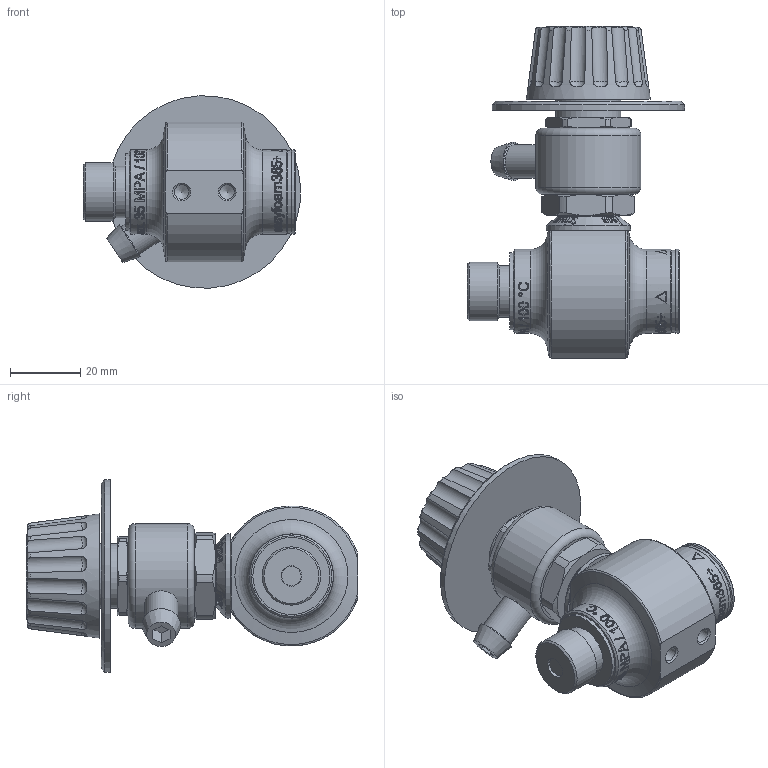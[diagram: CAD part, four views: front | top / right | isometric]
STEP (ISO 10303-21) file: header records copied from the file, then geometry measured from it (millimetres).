
FILE_DESCRIPTION(/* description */ ('Unknown'),/* implementation_level */ '2;1');
FILE_NAME(/* name */ '200160601_Injektor_ST-160_161_3_8_IG-AG_VA',/* time_stamp */ '2019-02-25T14:34:24+01:00',/* author */ ('Unknown'),/* organization */ ('Unknown'),/* preprocessor_version */ 'ST-DEVELOPER v16.7',/* originating_system */ 'DEX',/* authorisation */ $);
FILE_SCHEMA (('AUTOMOTIVE_DESIGN {1 0 10303 214 3 1 1}'));
Products named in the file (24): 21924_200160601_Injektor_ST-160_161_3_8_IG-AG_VA_00239690; 04-3580_4_Gehäuse_ST-160_Injektor; 04-3643_Injektordüse_1,3_ST-168; 04-3517_5_Düsenvorsatz_ST-160_1,7; 02-5100_Ansaugmarkierung-1; 20 0161 500_3_Dosiertülle_ST-161; O-Ring__2_9x1_78_FKM_ETP-75_extreme_00116288; 10350_060001102_Druckfeder_D0_38x5_34x13_9_1.4401_00161627; 04-3598_2_Gehäuse_ST-161; Rückschlagkolben_ST-163_V4A_00116526; 04-3558_Gewindestopfen G1_8_ST-163; 05-0301_O-Ring_10,82x1,78_Viton_70Shore; 04-3603_Überwurf_ST-161; 04-3563_Aufnahmering_ST-161; 04-3602_2_Kolben_ST-161; 02-1657_3_Verstellknopf_ST-161; 04-3564_Tülle_ST-161; 05-1022_O-Ring 17x1,5 Viton 90Shore; 020001689_Anzeigedeckel_ST-161_gelasert_00151348; 05-0360_O-Ring_7x1; 05-0440_O-Ring 12x1 Viton 70 Shore; 04-0200_Skt.mutter_DIN 46320; 04-4245_Sicherungsscheibe_DIN6799-5_1.4122; 05-0460_O-Ring_8x1,5_Viton
Assembly tree (24 placements, depth 3):
  21924_200160601_Injektor_ST-160_161_3_8_IG-AG_VA_00239690
    04-3580_4_Gehäuse_ST-160_Injektor
    04-3643_Injektordüse_1,3_ST-168
    04-3517_5_Düsenvorsatz_ST-160_1,7
    02-5100_Ansaugmarkierung-1
    20 0161 500_3_Dosiertülle_ST-161
      O-Ring__2_9x1_78_FKM_ETP-75_extreme_00116288
      10350_060001102_Druckfeder_D0_38x5_34x13_9_1.4401_00161627
      04-3598_2_Gehäuse_ST-161
      Rückschlagkolben_ST-163_V4A_00116526
      04-3558_Gewindestopfen G1_8_ST-163
      05-0301_O-Ring_10,82x1,78_Viton_70Shore
      04-3603_Überwurf_ST-161
      04-3563_Aufnahmering_ST-161
      04-3602_2_Kolben_ST-161
      02-1657_3_Verstellknopf_ST-161
      04-3564_Tülle_ST-161
      05-1022_O-Ring 17x1,5 Viton 90Shore  x2
      020001689_Anzeigedeckel_ST-161_gelasert_00151348
      05-0360_O-Ring_7x1
      05-0440_O-Ring 12x1 Viton 70 Shore
      04-0200_Skt.mutter_DIN 46320
      04-4245_Sicherungsscheibe_DIN6799-5_1.4122
      05-0460_O-Ring_8x1,5_Viton
Bounding box: 61.96 x 94.76 x 54.92 mm (x, y, z)
Volume: 82961.6 mm3; surface area: 30606.8 mm2
Topology: 10 solids, 10 shells, 1056 faces, 2661 edges, 1764 vertices
Faces by surface type: plane 477, bspline 337, cylinder 119, cone 80, torus 43
Full cylindrical faces by diameter (mm): 4.134 x4, 5.5 x2, 5.917 x1, 6.917 x1, 7 x2, 7.7 x1, 8 x1, 9.5 x1, 11.7 x1, 12 x1, 12.5 x1, 14 x2, 14.7 x1, 15.33 x1, 16.5 x1, 16.6 x1, 16.66 x1, 17 x1, 17.3 x1, 17.6 x2, 18.6 x1, 18.9 x1, 20 x4, 22 x1, 23.5 x1, 24 x3, 30 x1, 55 x1
Entity records: 49617 total; most frequent: CARTESIAN_POINT 24754, ORIENTED_EDGE 5092, DIRECTION 2968, EDGE_CURVE 2546, VERTEX_POINT 1746, B_SPLINE_CURVE_WITH_KNOTS 1354, FACE_BOUND 1294, EDGE_LOOP 1292
